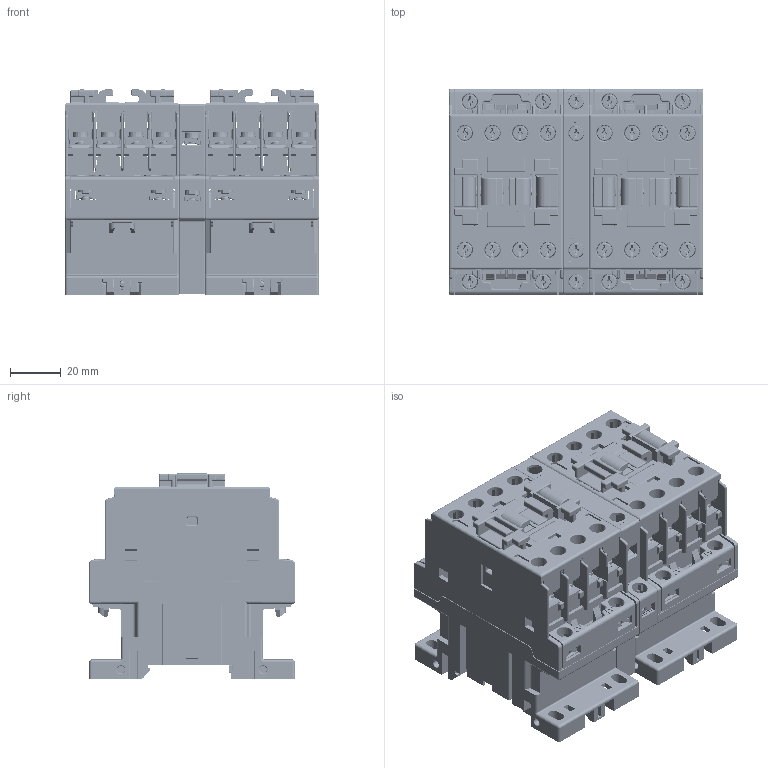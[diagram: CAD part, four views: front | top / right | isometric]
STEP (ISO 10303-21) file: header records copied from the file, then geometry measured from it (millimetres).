
FILE_DESCRIPTION(/* description */ (''),/* implementation_level */ '2;1');
FILE_NAME(/* name */ 'BFC18T4A230_CATALOG.stp',/* time_stamp */ '2020-07-24T07:57:26+02:00',/* author */ (''),/* organization */ (''),/* preprocessor_version */ 'ST-DEVELOPER v16',/* originating_system */ 'SIEMENS PLM Software NX 10.0',/* authorisation */ '');
FILE_SCHEMA (('AP203_CONFIGURATION_CONTROLLED_3D_DESIGN_OF_MECHANICAL_PARTS_AND_ASSEMBLIES_MIM_LF { 1 0 10303 403 2 1 2}'));
Products named in the file (1): BFC18T4A230_CATALOG
Bounding box: 100 x 81 x 80.73 mm (x, y, z)
Surface area: 129166.6 mm2 (no closed solid volume)
Topology: 0 solids, 417 shells, 5407 faces, 23704 edges, 17991 vertices
Faces by surface type: plane 2884, cylinder 1748, torus 291, bspline 246, cone 122, sphere 116
Full cylindrical faces by diameter (mm): 2 x2, 2.3 x4, 2.4 x8, 2.85 x24, 3 x6, 3.48 x24, 3.54 x24, 4.2 x4, 4.9 x1, 6.2 x24
Entity records: 249691 total; most frequent: CARTESIAN_POINT 62291, DIRECTION 38724, ORIENTED_EDGE 33555, EDGE_CURVE 23210, VERTEX_POINT 17893, LINE 15814, VECTOR 15814, AXIS2_PLACEMENT_3D 11455
